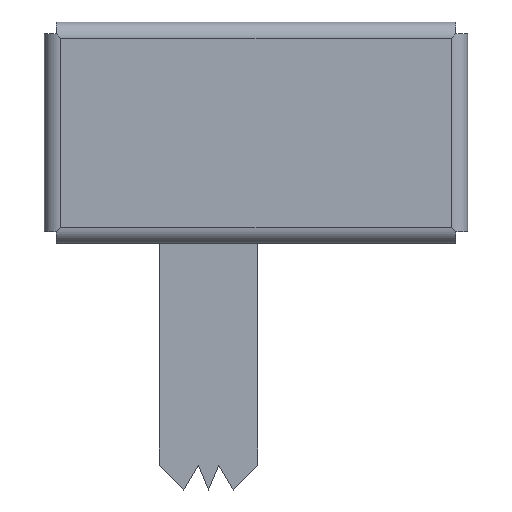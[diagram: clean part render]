
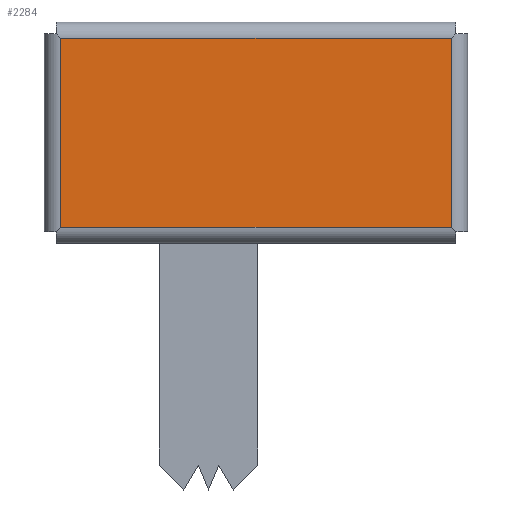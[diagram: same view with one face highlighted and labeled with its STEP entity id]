
A CAD part, top view. The second image highlights one B-rep face of the part: STEP entity #2284.
In plain terms, the highlighted planar face has unit normal (0, 0, 1).
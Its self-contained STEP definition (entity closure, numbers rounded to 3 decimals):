
#324=ORIENTED_EDGE('',*,*,#733,.T.);
#325=ORIENTED_EDGE('',*,*,#742,.T.);
#326=ORIENTED_EDGE('',*,*,#735,.T.);
#327=ORIENTED_EDGE('',*,*,#727,.T.);
#727=EDGE_CURVE('',#939,#938,#1090,.T.);
#733=EDGE_CURVE('',#938,#942,#1091,.T.);
#735=EDGE_CURVE('',#943,#939,#1092,.T.);
#742=EDGE_CURVE('',#942,#943,#1096,.T.);
#938=VERTEX_POINT('',#3273);
#939=VERTEX_POINT('',#3275);
#942=VERTEX_POINT('',#3284);
#943=VERTEX_POINT('',#3289);
#1090=LINE('',#3274,#1279);
#1091=LINE('',#3285,#1280);
#1092=LINE('',#3288,#1281);
#1096=LINE('',#3301,#1285);
#1279=VECTOR('',#2737,1000.);
#1280=VECTOR('',#2750,1000.);
#1281=VECTOR('',#2755,1000.);
#1285=VECTOR('',#2769,1000.);
#1386=EDGE_LOOP('',(#324,#325,#326,#327));
#1481=FACE_BOUND('',#1386,.T.);
#1564=PLANE('',#2424);
#2284=ADVANCED_FACE('',(#1481),#1564,.T.);
#2424=AXIS2_PLACEMENT_3D('',#3303,#2772,#2773);
#2737=DIRECTION('',(1.,0.,0.));
#2750=DIRECTION('',(0.,1.,0.));
#2755=DIRECTION('',(0.,-1.,0.));
#2769=DIRECTION('',(-1.,0.,0.));
#2772=DIRECTION('',(0.,0.,1.));
#2773=DIRECTION('',(1.,0.,0.));
#3273=CARTESIAN_POINT('',(3.97,-1.92,4.7));
#3274=CARTESIAN_POINT('',(4.3,-1.92,4.7));
#3275=CARTESIAN_POINT('',(-3.97,-1.92,4.7));
#3284=CARTESIAN_POINT('',(3.97,1.92,4.7));
#3285=CARTESIAN_POINT('',(3.97,2.25,4.7));
#3288=CARTESIAN_POINT('',(-3.97,-2.25,4.7));
#3289=CARTESIAN_POINT('',(-3.97,1.92,4.7));
#3301=CARTESIAN_POINT('',(-4.3,1.92,4.7));
#3303=CARTESIAN_POINT('',(0.,0.,4.7));
